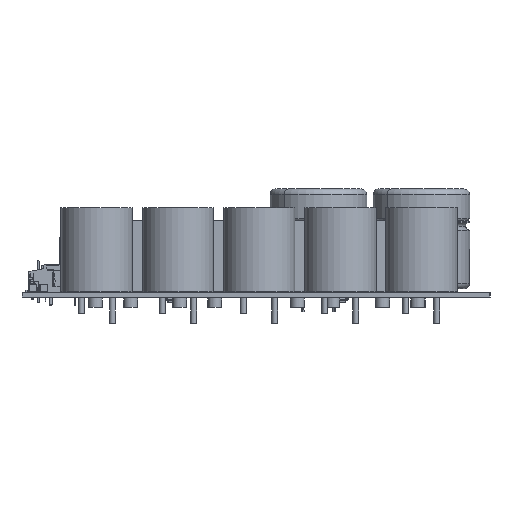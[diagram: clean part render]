
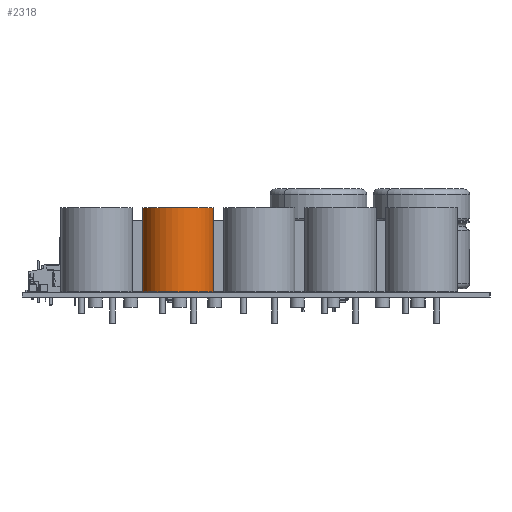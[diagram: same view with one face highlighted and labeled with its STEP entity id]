
A CAD part, left-side view. The second image highlights one B-rep face of the part: STEP entity #2318.
In plain terms, the highlighted cylindrical face has radius 11.5 mm (diameter 23 mm), a full revolution.
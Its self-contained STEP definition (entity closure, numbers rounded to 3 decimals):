
#2318 = ADVANCED_FACE('',(#2319),#2346,.T.);
#2319 = FACE_BOUND('',#2320,.T.);
#2320 = EDGE_LOOP('',(#2321,#2330,#2338,#2345));
#2321 = ORIENTED_EDGE('',*,*,#2322,.F.);
#2322 = EDGE_CURVE('',#2323,#2323,#2325,.T.);
#2323 = VERTEX_POINT('',#2324);
#2324 = CARTESIAN_POINT('',(16.5,0.,27.));
#2325 = CIRCLE('',#2326,11.5);
#2326 = AXIS2_PLACEMENT_3D('',#2327,#2328,#2329);
#2327 = CARTESIAN_POINT('',(5.,0.,27.));
#2328 = DIRECTION('',(0.,0.,1.));
#2329 = DIRECTION('',(1.,0.,0.));
#2330 = ORIENTED_EDGE('',*,*,#2331,.F.);
#2331 = EDGE_CURVE('',#2332,#2323,#2334,.T.);
#2332 = VERTEX_POINT('',#2333);
#2333 = CARTESIAN_POINT('',(16.5,0.,0.));
#2334 = LINE('',#2335,#2336);
#2335 = CARTESIAN_POINT('',(16.5,0.,0.));
#2336 = VECTOR('',#2337,1.);
#2337 = DIRECTION('',(0.,0.,1.));
#2338 = ORIENTED_EDGE('',*,*,#2339,.T.);
#2339 = EDGE_CURVE('',#2332,#2332,#2340,.T.);
#2340 = CIRCLE('',#2341,11.5);
#2341 = AXIS2_PLACEMENT_3D('',#2342,#2343,#2344);
#2342 = CARTESIAN_POINT('',(5.,0.,0.));
#2343 = DIRECTION('',(0.,0.,1.));
#2344 = DIRECTION('',(1.,0.,0.));
#2345 = ORIENTED_EDGE('',*,*,#2331,.T.);
#2346 = CYLINDRICAL_SURFACE('',#2347,11.5);
#2347 = AXIS2_PLACEMENT_3D('',#2348,#2349,#2350);
#2348 = CARTESIAN_POINT('',(5.,0.,0.));
#2349 = DIRECTION('',(0.,0.,1.));
#2350 = DIRECTION('',(1.,0.,0.));
